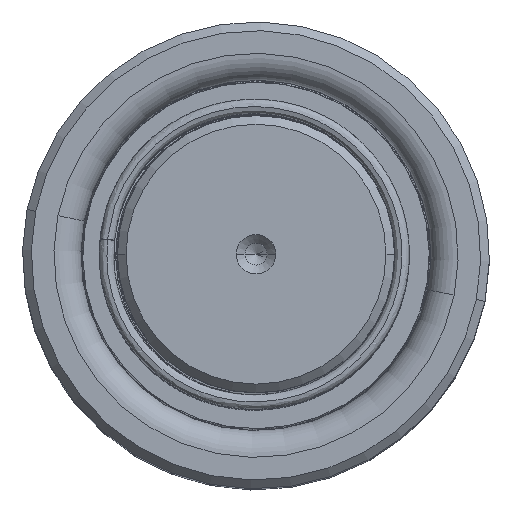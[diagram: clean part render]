
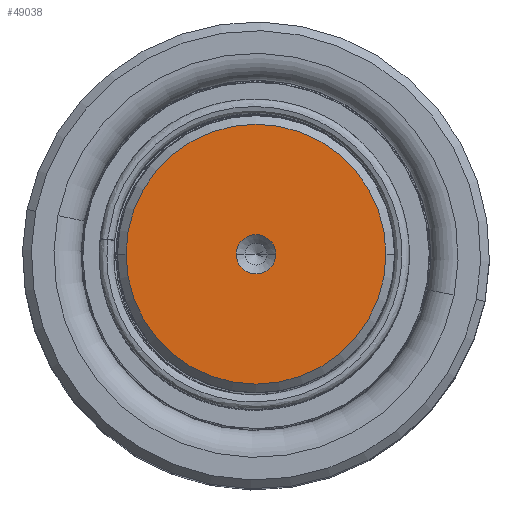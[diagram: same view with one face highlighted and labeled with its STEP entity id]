
A CAD part, top view. The second image highlights one B-rep face of the part: STEP entity #49038.
In plain terms, the highlighted planar face has unit normal (0, 0, 1).
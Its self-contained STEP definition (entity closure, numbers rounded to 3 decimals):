
#2814 = PLANE ( 'NONE',  #47678 ) ;
#5207 = VERTEX_POINT ( 'NONE', #23183 ) ;
#9523 = DIRECTION ( 'NONE',  ( 1., 0., 0. ) ) ;
#10991 = DIRECTION ( 'NONE',  ( 1., 0., 0. ) ) ;
#11151 = CIRCLE ( 'NONE', #36159, 2.7 ) ;
#12918 = CARTESIAN_POINT ( 'NONE',  ( 0., 0., 190. ) ) ;
#13332 = DIRECTION ( 'NONE',  ( 0., 0., 1. ) ) ;
#16467 = DIRECTION ( 'NONE',  ( 0., 0., 1. ) ) ;
#17226 = AXIS2_PLACEMENT_3D ( 'NONE', #38200, #47863, #42827 ) ;
#18387 = DIRECTION ( 'NONE',  ( 1., 0., 0. ) ) ;
#19109 = EDGE_LOOP ( 'NONE', ( #19614, #43325 ) ) ;
#19614 = ORIENTED_EDGE ( 'NONE', *, *, #47013, .T. ) ;
#23183 = CARTESIAN_POINT ( 'NONE',  ( -17.814, 0., 190. ) ) ;
#23748 = ORIENTED_EDGE ( 'NONE', *, *, #64142, .F. ) ;
#25969 = EDGE_LOOP ( 'NONE', ( #61879, #23748 ) ) ;
#27151 = VERTEX_POINT ( 'NONE', #51489 ) ;
#30923 = CARTESIAN_POINT ( 'NONE',  ( 2.7, 0., 190. ) ) ;
#34099 = CARTESIAN_POINT ( 'NONE',  ( 0., 0., 190. ) ) ;
#35858 = AXIS2_PLACEMENT_3D ( 'NONE', #56359, #16467, #10991 ) ;
#36159 = AXIS2_PLACEMENT_3D ( 'NONE', #52838, #54315, #48647 ) ;
#36210 = CIRCLE ( 'NONE', #58807, 2.7 ) ;
#36270 = EDGE_CURVE ( 'NONE', #42333, #5207, #36566, .T. ) ;
#36566 = CIRCLE ( 'NONE', #17226, 17.814 ) ;
#38200 = CARTESIAN_POINT ( 'NONE',  ( 0., 0., 190. ) ) ;
#38895 = CARTESIAN_POINT ( 'NONE',  ( 17.814, 0., 190. ) ) ;
#42187 = FACE_BOUND ( 'NONE', #25969, .T. ) ;
#42333 = VERTEX_POINT ( 'NONE', #38895 ) ;
#42827 = DIRECTION ( 'NONE',  ( 1., 0., 0. ) ) ;
#43325 = ORIENTED_EDGE ( 'NONE', *, *, #36270, .T. ) ;
#47013 = EDGE_CURVE ( 'NONE', #5207, #42333, #62089, .T. ) ;
#47678 = AXIS2_PLACEMENT_3D ( 'NONE', #12918, #13332, #18387 ) ;
#47863 = DIRECTION ( 'NONE',  ( 0., 0., 1. ) ) ;
#48647 = DIRECTION ( 'NONE',  ( 1., 0., 0. ) ) ;
#48802 = DIRECTION ( 'NONE',  ( 0., 0., 1. ) ) ;
#49038 = ADVANCED_FACE ( 'NONE', ( #42187, #53904 ), #2814, .T. ) ;
#51489 = CARTESIAN_POINT ( 'NONE',  ( -2.7, 0., 190. ) ) ;
#52838 = CARTESIAN_POINT ( 'NONE',  ( 0., 0., 190. ) ) ;
#53904 = FACE_OUTER_BOUND ( 'NONE', #19109, .T. ) ;
#54315 = DIRECTION ( 'NONE',  ( 0., 0., 1. ) ) ;
#56359 = CARTESIAN_POINT ( 'NONE',  ( 0., 0., 190. ) ) ;
#56572 = VERTEX_POINT ( 'NONE', #30923 ) ;
#58807 = AXIS2_PLACEMENT_3D ( 'NONE', #34099, #48802, #9523 ) ;
#61879 = ORIENTED_EDGE ( 'NONE', *, *, #62136, .F. ) ;
#62089 = CIRCLE ( 'NONE', #35858, 17.814 ) ;
#62136 = EDGE_CURVE ( 'NONE', #56572, #27151, #11151, .T. ) ;
#64142 = EDGE_CURVE ( 'NONE', #27151, #56572, #36210, .T. ) ;
